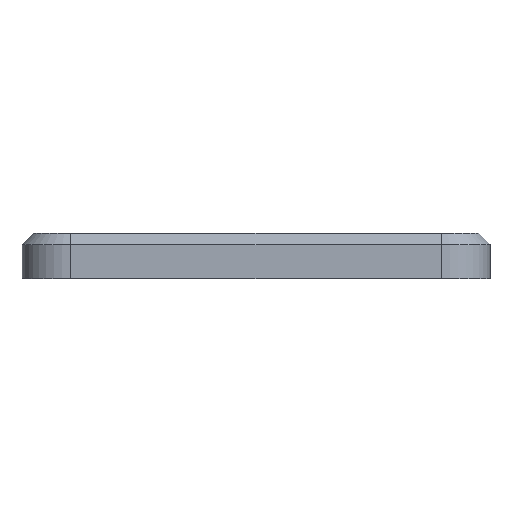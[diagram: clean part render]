
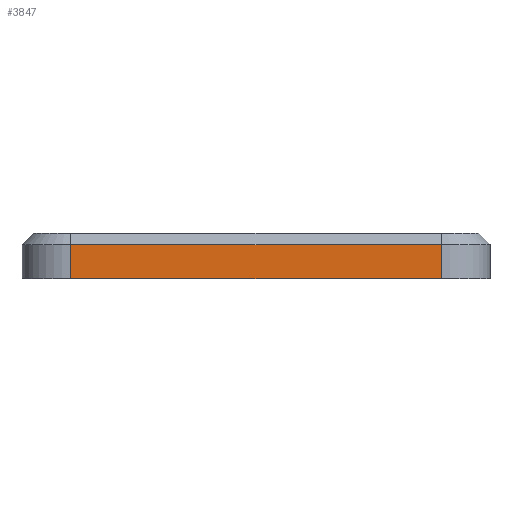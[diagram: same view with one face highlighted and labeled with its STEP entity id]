
A CAD part, left-side view. The second image highlights one B-rep face of the part: STEP entity #3847.
In plain terms, the highlighted planar face has unit normal (-1, 0, 0).
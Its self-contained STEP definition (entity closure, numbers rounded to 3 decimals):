
#182=PLANE('',#4183);
#382=FACE_OUTER_BOUND('',#603,.T.);
#603=EDGE_LOOP('',(#3585,#3586,#3587,#3588));
#743=LINE('',#5680,#1172);
#1016=LINE('',#6330,#1445);
#1032=LINE('',#6369,#1461);
#1033=LINE('',#6371,#1462);
#1172=VECTOR('',#4569,10.);
#1445=VECTOR('',#5192,10.);
#1461=VECTOR('',#5254,10.);
#1462=VECTOR('',#5257,10.);
#1739=VERTEX_POINT('',#5677);
#1740=VERTEX_POINT('',#5679);
#1941=VERTEX_POINT('',#6324);
#1942=VERTEX_POINT('',#6328);
#2147=EDGE_CURVE('',#1739,#1740,#743,.T.);
#2474=EDGE_CURVE('',#1941,#1942,#1016,.T.);
#2491=EDGE_CURVE('',#1739,#1942,#1032,.T.);
#2492=EDGE_CURVE('',#1740,#1941,#1033,.T.);
#3585=ORIENTED_EDGE('',*,*,#2474,.F.);
#3586=ORIENTED_EDGE('',*,*,#2492,.F.);
#3587=ORIENTED_EDGE('',*,*,#2147,.F.);
#3588=ORIENTED_EDGE('',*,*,#2491,.T.);
#3847=ADVANCED_FACE('',(#382),#182,.T.);
#4183=AXIS2_PLACEMENT_3D('',#6370,#5255,#5256);
#4569=DIRECTION('',(0.,1.,0.));
#5192=DIRECTION('',(0.,-1.,0.));
#5254=DIRECTION('',(0.,0.,1.));
#5255=DIRECTION('center_axis',(-1.,0.,0.));
#5256=DIRECTION('ref_axis',(0.,-1.,0.));
#5257=DIRECTION('',(0.,0.,1.));
#5677=CARTESIAN_POINT('',(-79.15,-32.25,-1.));
#5679=CARTESIAN_POINT('',(-79.15,32.25,-1.));
#5680=CARTESIAN_POINT('',(-79.15,-32.25,-1.));
#6324=CARTESIAN_POINT('',(-79.15,32.25,5.));
#6328=CARTESIAN_POINT('',(-79.15,-32.25,5.));
#6330=CARTESIAN_POINT('',(-79.15,16.125,5.));
#6369=CARTESIAN_POINT('',(-79.15,-32.25,0.));
#6370=CARTESIAN_POINT('Origin',(-79.15,32.25,0.));
#6371=CARTESIAN_POINT('',(-79.15,32.25,0.));
